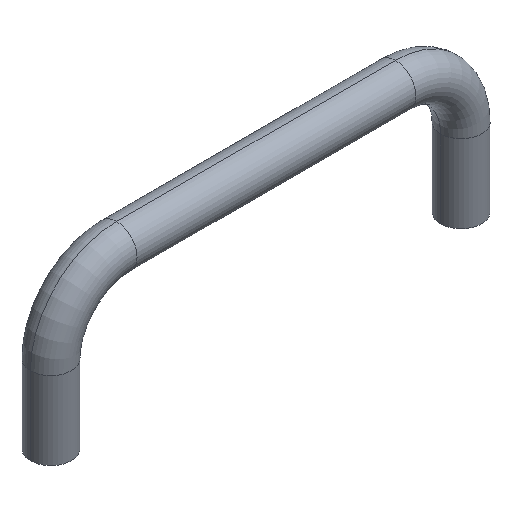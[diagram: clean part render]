
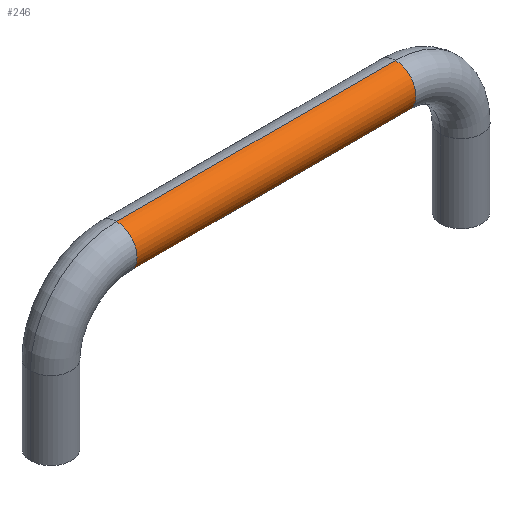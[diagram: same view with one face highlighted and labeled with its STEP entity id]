
A CAD part, isometric view. The second image highlights one B-rep face of the part: STEP entity #246.
In plain terms, the highlighted cylindrical face has radius 10 mm (diameter 20 mm), a partial arc.
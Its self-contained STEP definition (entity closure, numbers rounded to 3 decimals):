
#22 = AXIS2_PLACEMENT_3D ( 'NONE', #47, #33, #52 ) ;
#32 = EDGE_CURVE ( 'NONE', #249, #252, #335, .T. ) ;
#33 = DIRECTION ( 'NONE',  ( 1., 0., 0. ) ) ;
#42 = DIRECTION ( 'NONE',  ( 1., 0., 0. ) ) ;
#44 = CARTESIAN_POINT ( 'NONE',  ( 32., 50., 70. ) ) ;
#47 = CARTESIAN_POINT ( 'NONE',  ( 168., 50., 70. ) ) ;
#52 = DIRECTION ( 'NONE',  ( 0., 0., -1. ) ) ;
#63 = DIRECTION ( 'NONE',  ( 0., 0., -1. ) ) ;
#65 = DIRECTION ( 'NONE',  ( -1., 0., 0. ) ) ;
#77 = DIRECTION ( 'NONE',  ( -1., 0., 0. ) ) ;
#82 = CARTESIAN_POINT ( 'NONE',  ( 168., 50., 60. ) ) ;
#85 = CARTESIAN_POINT ( 'NONE',  ( 168., 50., 80. ) ) ;
#91 = AXIS2_PLACEMENT_3D ( 'NONE', #123, #129, #120 ) ;
#117 = CARTESIAN_POINT ( 'NONE',  ( 32., 50., 80. ) ) ;
#120 = DIRECTION ( 'NONE',  ( 0., 0., 1. ) ) ;
#123 = CARTESIAN_POINT ( 'NONE',  ( 168., 50., 70. ) ) ;
#129 = DIRECTION ( 'NONE',  ( -1., 0., 0. ) ) ;
#135 = CARTESIAN_POINT ( 'NONE',  ( 168., 50., 60. ) ) ;
#138 = CARTESIAN_POINT ( 'NONE',  ( 168., 50., 80. ) ) ;
#163 = EDGE_CURVE ( 'NONE', #241, #325, #245, .T. ) ;
#178 = CARTESIAN_POINT ( 'NONE',  ( 32., 50., 60. ) ) ;
#189 = ORIENTED_EDGE ( 'NONE', *, *, #232, .T. ) ;
#197 = AXIS2_PLACEMENT_3D ( 'NONE', #44, #42, #63 ) ;
#203 = ORIENTED_EDGE ( 'NONE', *, *, #336, .F. ) ;
#215 = VECTOR ( 'NONE', #77, 1000. ) ;
#232 = EDGE_CURVE ( 'NONE', #249, #241, #263, .T. ) ;
#241 = VERTEX_POINT ( 'NONE', #117 ) ;
#245 = CIRCLE ( 'NONE', #197, 10. ) ;
#246 = ADVANCED_FACE ( 'NONE', ( #311 ), #344, .T. ) ;
#249 = VERTEX_POINT ( 'NONE', #138 ) ;
#252 = VERTEX_POINT ( 'NONE', #135 ) ;
#263 = LINE ( 'NONE', #85, #329 ) ;
#264 = ORIENTED_EDGE ( 'NONE', *, *, #163, .T. ) ;
#311 = FACE_OUTER_BOUND ( 'NONE', #321, .T. ) ;
#319 = ORIENTED_EDGE ( 'NONE', *, *, #32, .F. ) ;
#321 = EDGE_LOOP ( 'NONE', ( #203, #319, #189, #264 ) ) ;
#325 = VERTEX_POINT ( 'NONE', #178 ) ;
#329 = VECTOR ( 'NONE', #65, 1000. ) ;
#335 = CIRCLE ( 'NONE', #22, 10. ) ;
#336 = EDGE_CURVE ( 'NONE', #252, #325, #341, .T. ) ;
#341 = LINE ( 'NONE', #82, #215 ) ;
#344 = CYLINDRICAL_SURFACE ( 'NONE', #91, 10. ) ;
